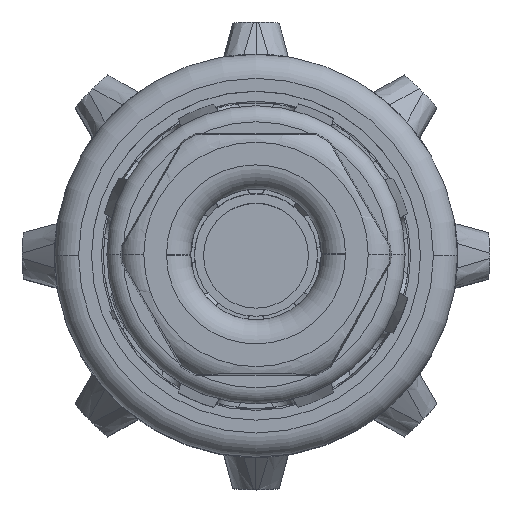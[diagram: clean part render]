
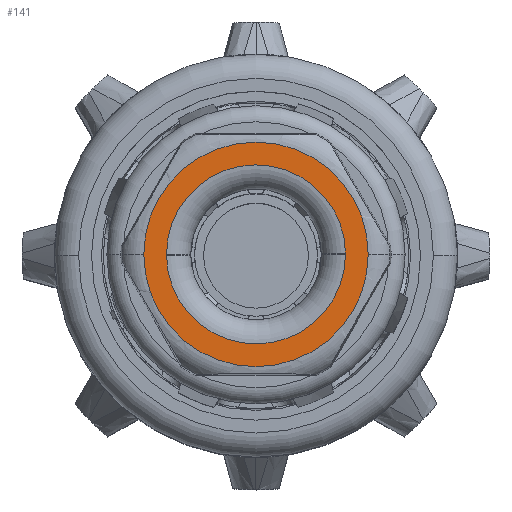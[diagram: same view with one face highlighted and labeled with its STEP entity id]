
A CAD part, top view. The second image highlights one B-rep face of the part: STEP entity #141.
In plain terms, the highlighted planar face has unit normal (0, 0, 1).
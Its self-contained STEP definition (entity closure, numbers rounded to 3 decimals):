
#141=ADVANCED_FACE('',(#4788,#4789),#4790,.T.);
#4788=FACE_OUTER_BOUND('',#14036,.T.);
#4789=FACE_BOUND('',#14037,.T.);
#4790=PLANE('',#14038);
#14036=EDGE_LOOP('',(#30120,#30121));
#14037=EDGE_LOOP('',(#30122,#30123,#30124,#30125));
#14038=AXIS2_PLACEMENT_3D('',#30126,#30127,#30128);
#30120=ORIENTED_EDGE('',*,*,#68108,.T.);
#30121=ORIENTED_EDGE('',*,*,#68109,.T.);
#30122=ORIENTED_EDGE('',*,*,#68110,.T.);
#30123=ORIENTED_EDGE('',*,*,#66535,.T.);
#30124=ORIENTED_EDGE('',*,*,#68111,.T.);
#30125=ORIENTED_EDGE('',*,*,#66538,.T.);
#30126=CARTESIAN_POINT('',(0.0,0.0,27.0));
#30127=DIRECTION('',(0.0,0.0,1.0));
#30128=DIRECTION('',(1.0,0.0,0.0));
#66535=EDGE_CURVE('',#79510,#79508,#79511,.T.);
#66538=EDGE_CURVE('',#79515,#79513,#79516,.T.);
#68108=EDGE_CURVE('',#82604,#82606,#82608,.T.);
#68109=EDGE_CURVE('',#82606,#82604,#82609,.T.);
#68110=EDGE_CURVE('',#79513,#79510,#82610,.T.);
#68111=EDGE_CURVE('',#79508,#79515,#82611,.T.);
#79508=VERTEX_POINT('',#101315);
#79510=VERTEX_POINT('',#101317);
#79511=CIRCLE('',#101318,11.105);
#79513=VERTEX_POINT('',#101320);
#79515=VERTEX_POINT('',#101322);
#79516=CIRCLE('',#101323,11.105);
#82604=VERTEX_POINT('',#107885);
#82606=VERTEX_POINT('',#107887);
#82608=CIRCLE('',#107889,13.922);
#82609=CIRCLE('',#107890,13.922);
#82610=CIRCLE('',#107891,11.105);
#82611=CIRCLE('',#107892,11.105);
#101315=CARTESIAN_POINT('',(11.105,0.0,27.0));
#101317=CARTESIAN_POINT('',(11.104,0.165,27.0));
#101318=AXIS2_PLACEMENT_3D('',#141529,#141530,#141531);
#101320=CARTESIAN_POINT('',(-11.105,0.0,27.0));
#101322=CARTESIAN_POINT('',(-11.104,-0.165,27.0));
#101323=AXIS2_PLACEMENT_3D('',#141538,#141539,#141540);
#107885=CARTESIAN_POINT('',(13.922,0.0,27.0));
#107887=CARTESIAN_POINT('',(-13.922,0.0,27.0));
#107889=AXIS2_PLACEMENT_3D('',#142739,#142740,#142741);
#107890=AXIS2_PLACEMENT_3D('',#142742,#142743,#142744);
#107891=AXIS2_PLACEMENT_3D('',#142745,#142746,#142747);
#107892=AXIS2_PLACEMENT_3D('',#142748,#142749,#142750);
#141529=CARTESIAN_POINT('',(0.0,0.0,27.0));
#141530=DIRECTION('',(0.0,0.0,-1.0));
#141531=DIRECTION('',(-1.0,0.0,0.0));
#141538=CARTESIAN_POINT('',(0.0,0.0,27.0));
#141539=DIRECTION('',(0.0,0.0,-1.0));
#141540=DIRECTION('',(1.0,0.0,0.0));
#142739=CARTESIAN_POINT('',(0.0,0.0,27.0));
#142740=DIRECTION('',(0.0,0.0,1.0));
#142741=DIRECTION('',(1.0,0.0,0.0));
#142742=CARTESIAN_POINT('',(0.0,0.0,27.0));
#142743=DIRECTION('',(0.0,0.0,1.0));
#142744=DIRECTION('',(-1.0,0.0,0.0));
#142745=CARTESIAN_POINT('',(0.0,0.0,27.0));
#142746=DIRECTION('',(0.0,0.0,-1.0));
#142747=DIRECTION('',(-1.0,0.0,0.0));
#142748=CARTESIAN_POINT('',(0.0,0.0,27.0));
#142749=DIRECTION('',(0.0,0.0,-1.0));
#142750=DIRECTION('',(1.0,0.0,0.0));
